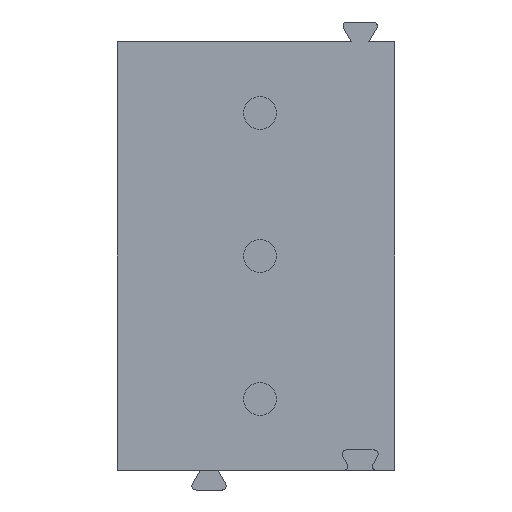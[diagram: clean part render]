
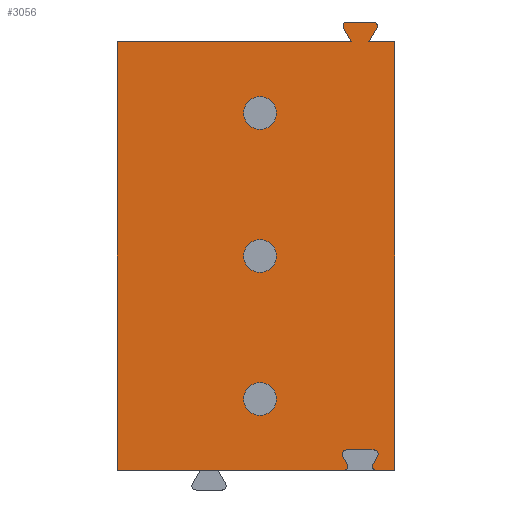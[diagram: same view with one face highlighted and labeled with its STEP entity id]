
A CAD part, front view. The second image highlights one B-rep face of the part: STEP entity #3056.
In plain terms, the highlighted planar face has unit normal (0, -1, 0).
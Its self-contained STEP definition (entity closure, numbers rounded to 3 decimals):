
#26=DIRECTION('',(1.,0.,0.));
#27=VECTOR('',#26,0.634);
#28=CARTESIAN_POINT('',(2.766,-4.2,8.75));
#29=LINE('',#28,#27);
#42=DIRECTION('',(1.,0.,0.));
#43=VECTOR('',#42,5.736);
#44=CARTESIAN_POINT('',(-3.4,-4.2,8.75));
#45=LINE('',#44,#43);
#303=CARTESIAN_POINT('',(2.948,-4.2,-1.65));
#304=DIRECTION('',(0.,-1.,0.));
#305=DIRECTION('',(-0.866,0.,0.5));
#306=AXIS2_PLACEMENT_3D('',#303,#304,#305);
#308=DIRECTION('',(0.5,0.,0.866));
#309=VECTOR('',#308,0.231);
#310=CARTESIAN_POINT('',(2.862,-4.2,-1.6));
#311=LINE('',#310,#309);
#312=CARTESIAN_POINT('',(2.89,-4.2,-1.35));
#313=DIRECTION('',(0.,-1.,0.));
#314=DIRECTION('',(0.866,0.,-0.5));
#315=AXIS2_PLACEMENT_3D('',#312,#313,#314);
#317=DIRECTION('',(-1.,0.,0.));
#318=VECTOR('',#317,0.681);
#319=CARTESIAN_POINT('',(2.89,-4.2,-1.25));
#320=LINE('',#319,#318);
#321=CARTESIAN_POINT('',(2.21,-4.2,-1.35));
#322=DIRECTION('',(0.,-1.,0.));
#323=DIRECTION('',(0.,0.,1.));
#324=AXIS2_PLACEMENT_3D('',#321,#322,#323);
#326=DIRECTION('',(0.5,0.,-0.866));
#327=VECTOR('',#326,0.231);
#328=CARTESIAN_POINT('',(2.123,-4.2,-1.4));
#329=LINE('',#328,#327);
#330=CARTESIAN_POINT('',(2.152,-4.2,-1.65));
#331=DIRECTION('',(0.,-1.,0.));
#332=DIRECTION('',(0.,0.,-1.));
#333=AXIS2_PLACEMENT_3D('',#330,#331,#332);
#335=DIRECTION('',(0.,0.,-1.));
#336=VECTOR('',#335,10.5);
#337=CARTESIAN_POINT('',(-3.4,-4.2,8.75));
#338=LINE('',#337,#336);
#339=DIRECTION('',(0.504,0.,-0.864));
#340=VECTOR('',#339,0.382);
#341=CARTESIAN_POINT('',(2.144,-4.2,9.08));
#342=LINE('',#341,#340);
#343=CARTESIAN_POINT('',(2.23,-4.2,9.13));
#344=DIRECTION('',(0.,-1.,0.));
#345=DIRECTION('',(0.,0.,1.));
#346=AXIS2_PLACEMENT_3D('',#343,#344,#345);
#348=DIRECTION('',(-1.,0.,0.));
#349=VECTOR('',#348,0.64);
#350=CARTESIAN_POINT('',(2.87,-4.2,9.23));
#351=LINE('',#350,#349);
#352=CARTESIAN_POINT('',(2.87,-4.2,9.13));
#353=DIRECTION('',(0.,-1.,0.));
#354=DIRECTION('',(0.866,0.,-0.5));
#355=AXIS2_PLACEMENT_3D('',#352,#353,#354);
#357=DIRECTION('',(0.5,0.,0.866));
#358=VECTOR('',#357,0.381);
#359=CARTESIAN_POINT('',(2.766,-4.2,8.75));
#360=LINE('',#359,#358);
#361=CARTESIAN_POINT('',(0.1,-4.2,0.));
#362=DIRECTION('',(0.,1.,0.));
#363=DIRECTION('',(-1.,0.,0.));
#364=AXIS2_PLACEMENT_3D('',#361,#362,#363);
#366=CARTESIAN_POINT('',(0.1,-4.2,0.));
#367=DIRECTION('',(0.,1.,0.));
#368=DIRECTION('',(1.,0.,0.));
#369=AXIS2_PLACEMENT_3D('',#366,#367,#368);
#371=CARTESIAN_POINT('',(0.1,-4.2,3.5));
#372=DIRECTION('',(0.,1.,0.));
#373=DIRECTION('',(-1.,0.,0.));
#374=AXIS2_PLACEMENT_3D('',#371,#372,#373);
#376=CARTESIAN_POINT('',(0.1,-4.2,3.5));
#377=DIRECTION('',(0.,1.,0.));
#378=DIRECTION('',(1.,0.,0.));
#379=AXIS2_PLACEMENT_3D('',#376,#377,#378);
#381=CARTESIAN_POINT('',(0.1,-4.2,7.));
#382=DIRECTION('',(0.,1.,0.));
#383=DIRECTION('',(-1.,0.,0.));
#384=AXIS2_PLACEMENT_3D('',#381,#382,#383);
#386=CARTESIAN_POINT('',(0.1,-4.2,7.));
#387=DIRECTION('',(0.,1.,0.));
#388=DIRECTION('',(1.,0.,0.));
#389=AXIS2_PLACEMENT_3D('',#386,#387,#388);
#399=DIRECTION('',(1.,0.,0.));
#400=VECTOR('',#399,0.452);
#401=CARTESIAN_POINT('',(2.948,-4.2,-1.75));
#402=LINE('',#401,#400);
#449=DIRECTION('',(1.,0.,0.));
#450=VECTOR('',#449,5.552);
#451=CARTESIAN_POINT('',(-3.4,-4.2,-1.75));
#452=LINE('',#451,#450);
#513=DIRECTION('',(0.,0.,-1.));
#514=VECTOR('',#513,10.5);
#515=CARTESIAN_POINT('',(3.4,-4.2,8.75));
#516=LINE('',#515,#514);
#2105=CARTESIAN_POINT('',(-3.4,-4.2,8.75));
#2106=VERTEX_POINT('',#2105);
#2107=CARTESIAN_POINT('',(3.4,-4.2,8.75));
#2109=VERTEX_POINT('',#2107);
#2121=CARTESIAN_POINT('',(-3.4,-4.2,-1.75));
#2122=VERTEX_POINT('',#2121);
#2123=CARTESIAN_POINT('',(3.4,-4.2,-1.75));
#2125=VERTEX_POINT('',#2123);
#2159=CARTESIAN_POINT('',(2.336,-4.2,8.75));
#2160=VERTEX_POINT('',#2159);
#2161=CARTESIAN_POINT('',(2.766,-4.2,8.75));
#2162=VERTEX_POINT('',#2161);
#2163=CARTESIAN_POINT('',(2.23,-4.2,9.23));
#2164=CARTESIAN_POINT('',(2.144,-4.2,9.08));
#2165=VERTEX_POINT('',#2163);
#2166=VERTEX_POINT('',#2164);
#2167=CARTESIAN_POINT('',(2.957,-4.2,9.08));
#2168=CARTESIAN_POINT('',(2.87,-4.2,9.23));
#2169=VERTEX_POINT('',#2167);
#2170=VERTEX_POINT('',#2168);
#2195=CARTESIAN_POINT('',(2.948,-4.2,-1.75));
#2196=VERTEX_POINT('',#2195);
#2197=CARTESIAN_POINT('',(2.152,-4.2,-1.75));
#2198=VERTEX_POINT('',#2197);
#2199=CARTESIAN_POINT('',(2.862,-4.2,-1.6));
#2200=VERTEX_POINT('',#2199);
#2201=CARTESIAN_POINT('',(2.977,-4.2,-1.4));
#2202=VERTEX_POINT('',#2201);
#2203=CARTESIAN_POINT('',(2.89,-4.2,-1.25));
#2204=VERTEX_POINT('',#2203);
#2205=CARTESIAN_POINT('',(2.21,-4.2,-1.25));
#2206=VERTEX_POINT('',#2205);
#2207=CARTESIAN_POINT('',(2.123,-4.2,-1.4));
#2208=VERTEX_POINT('',#2207);
#2209=CARTESIAN_POINT('',(2.238,-4.2,-1.6));
#2210=VERTEX_POINT('',#2209);
#2373=CARTESIAN_POINT('',(-0.3,-4.2,0.));
#2374=CARTESIAN_POINT('',(0.5,-4.2,0.));
#2375=VERTEX_POINT('',#2373);
#2376=VERTEX_POINT('',#2374);
#2425=CARTESIAN_POINT('',(-0.3,-4.2,3.5));
#2426=VERTEX_POINT('',#2425);
#2427=CARTESIAN_POINT('',(0.5,-4.2,3.5));
#2428=VERTEX_POINT('',#2427);
#2529=CARTESIAN_POINT('',(-0.3,-4.2,7.));
#2530=VERTEX_POINT('',#2529);
#2531=CARTESIAN_POINT('',(0.5,-4.2,7.));
#2532=VERTEX_POINT('',#2531);
#2998=CARTESIAN_POINT('',(-3.4,-4.2,8.75));
#2999=DIRECTION('',(0.,-1.,0.));
#3000=DIRECTION('',(1.,0.,0.));
#3001=AXIS2_PLACEMENT_3D('',#2998,#2999,#3000);
#3002=PLANE('',#3001);
#3004=ORIENTED_EDGE('',*,*,#3003,.F.);
#3006=ORIENTED_EDGE('',*,*,#3005,.T.);
#3008=ORIENTED_EDGE('',*,*,#3007,.T.);
#3010=ORIENTED_EDGE('',*,*,#3009,.T.);
#3012=ORIENTED_EDGE('',*,*,#3011,.T.);
#3014=ORIENTED_EDGE('',*,*,#3013,.T.);
#3016=ORIENTED_EDGE('',*,*,#3015,.F.);
#3018=ORIENTED_EDGE('',*,*,#3017,.F.);
#3019=ORIENTED_EDGE('',*,*,#2973,.F.);
#3020=ORIENTED_EDGE('',*,*,#2690,.T.);
#3022=ORIENTED_EDGE('',*,*,#3021,.F.);
#3024=ORIENTED_EDGE('',*,*,#3023,.F.);
#3026=ORIENTED_EDGE('',*,*,#3025,.F.);
#3028=ORIENTED_EDGE('',*,*,#3027,.F.);
#3030=ORIENTED_EDGE('',*,*,#3029,.F.);
#3031=ORIENTED_EDGE('',*,*,#2682,.T.);
#3033=ORIENTED_EDGE('',*,*,#3032,.T.);
#3035=ORIENTED_EDGE('',*,*,#3034,.F.);
#3036=EDGE_LOOP('',(#3004,#3006,#3008,#3010,#3012,#3014,#3016,#3018,#3019,#3020,
#3022,#3024,#3026,#3028,#3030,#3031,#3033,#3035));
#3037=FACE_OUTER_BOUND('',#3036,.F.);
#3039=ORIENTED_EDGE('',*,*,#3038,.F.);
#3041=ORIENTED_EDGE('',*,*,#3040,.F.);
#3042=EDGE_LOOP('',(#3039,#3041));
#3043=FACE_BOUND('',#3042,.F.);
#3045=ORIENTED_EDGE('',*,*,#3044,.F.);
#3047=ORIENTED_EDGE('',*,*,#3046,.F.);
#3048=EDGE_LOOP('',(#3045,#3047));
#3049=FACE_BOUND('',#3048,.F.);
#3051=ORIENTED_EDGE('',*,*,#3050,.F.);
#3053=ORIENTED_EDGE('',*,*,#3052,.F.);
#3054=EDGE_LOOP('',(#3051,#3053));
#3055=FACE_BOUND('',#3054,.F.);
#3056=ADVANCED_FACE('',(#3037,#3043,#3049,#3055),#3002,.T.);
#307=CIRCLE('',#306,0.1);
#316=CIRCLE('',#315,0.1);
#325=CIRCLE('',#324,0.1);
#334=CIRCLE('',#333,0.1);
#347=CIRCLE('',#346,0.1);
#356=CIRCLE('',#355,0.1);
#365=CIRCLE('',#364,0.4);
#370=CIRCLE('',#369,0.4);
#375=CIRCLE('',#374,0.4);
#380=CIRCLE('',#379,0.4);
#385=CIRCLE('',#384,0.4);
#390=CIRCLE('',#389,0.4);
#2682=EDGE_CURVE('',#2162,#2109,#29,.T.);
#2690=EDGE_CURVE('',#2106,#2160,#45,.T.);
#2973=EDGE_CURVE('',#2106,#2122,#338,.T.);
#3003=EDGE_CURVE('',#2200,#2196,#307,.T.);
#3005=EDGE_CURVE('',#2200,#2202,#311,.T.);
#3007=EDGE_CURVE('',#2202,#2204,#316,.T.);
#3009=EDGE_CURVE('',#2204,#2206,#320,.T.);
#3011=EDGE_CURVE('',#2206,#2208,#325,.T.);
#3013=EDGE_CURVE('',#2208,#2210,#329,.T.);
#3015=EDGE_CURVE('',#2198,#2210,#334,.T.);
#3017=EDGE_CURVE('',#2122,#2198,#452,.T.);
#3021=EDGE_CURVE('',#2166,#2160,#342,.T.);
#3023=EDGE_CURVE('',#2165,#2166,#347,.T.);
#3025=EDGE_CURVE('',#2170,#2165,#351,.T.);
#3027=EDGE_CURVE('',#2169,#2170,#356,.T.);
#3029=EDGE_CURVE('',#2162,#2169,#360,.T.);
#3032=EDGE_CURVE('',#2109,#2125,#516,.T.);
#3034=EDGE_CURVE('',#2196,#2125,#402,.T.);
#3038=EDGE_CURVE('',#2375,#2376,#365,.T.);
#3040=EDGE_CURVE('',#2376,#2375,#370,.T.);
#3044=EDGE_CURVE('',#2426,#2428,#375,.T.);
#3046=EDGE_CURVE('',#2428,#2426,#380,.T.);
#3050=EDGE_CURVE('',#2530,#2532,#385,.T.);
#3052=EDGE_CURVE('',#2532,#2530,#390,.T.);
